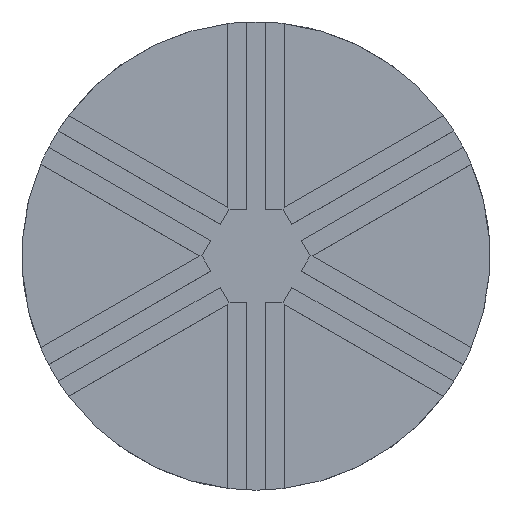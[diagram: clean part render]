
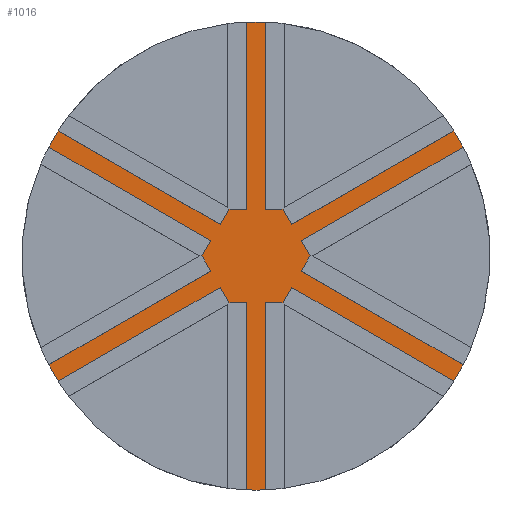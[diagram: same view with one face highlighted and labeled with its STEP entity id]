
A CAD part, top view. The second image highlights one B-rep face of the part: STEP entity #1016.
In plain terms, the highlighted planar face has unit normal (0, 0, 1).
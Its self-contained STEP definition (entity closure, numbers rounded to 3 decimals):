
#35=CIRCLE('',#1087,25.);
#36=CIRCLE('',#1088,25.);
#37=CIRCLE('',#1089,25.);
#38=CIRCLE('',#1090,25.);
#39=CIRCLE('',#1091,25.);
#40=CIRCLE('',#1092,25.);
#91=FACE_OUTER_BOUND('',#143,.T.);
#143=EDGE_LOOP('',(#886,#887,#888,#889,#890,#891,#892,#893,#894,#895,#896,
#897,#898,#899,#900,#901,#902,#903,#904,#905,#906,#907,#908,#909,#910,#911,
#912,#913,#914,#915));
#148=LINE('',#1379,#268);
#153=LINE('',#1391,#273);
#161=LINE('',#1411,#281);
#164=LINE('',#1415,#284);
#168=LINE('',#1424,#288);
#173=LINE('',#1436,#293);
#181=LINE('',#1456,#301);
#184=LINE('',#1460,#304);
#188=LINE('',#1469,#308);
#193=LINE('',#1481,#313);
#201=LINE('',#1501,#321);
#204=LINE('',#1505,#324);
#208=LINE('',#1514,#328);
#213=LINE('',#1526,#333);
#219=LINE('',#1538,#339);
#224=LINE('',#1550,#344);
#232=LINE('',#1570,#352);
#235=LINE('',#1574,#355);
#240=LINE('',#1587,#360);
#245=LINE('',#1597,#365);
#254=LINE('',#1617,#374);
#258=LINE('',#1642,#378);
#261=LINE('',#1646,#381);
#263=LINE('',#1651,#383);
#268=VECTOR('',#1103,10.);
#273=VECTOR('',#1112,10.);
#281=VECTOR('',#1130,10.);
#284=VECTOR('',#1135,10.);
#288=VECTOR('',#1141,10.);
#293=VECTOR('',#1150,10.);
#301=VECTOR('',#1168,10.);
#304=VECTOR('',#1173,10.);
#308=VECTOR('',#1179,10.);
#313=VECTOR('',#1188,10.);
#321=VECTOR('',#1206,10.);
#324=VECTOR('',#1211,10.);
#328=VECTOR('',#1217,10.);
#333=VECTOR('',#1226,10.);
#339=VECTOR('',#1234,10.);
#344=VECTOR('',#1243,10.);
#352=VECTOR('',#1261,10.);
#355=VECTOR('',#1266,10.);
#360=VECTOR('',#1275,10.);
#365=VECTOR('',#1282,10.);
#374=VECTOR('',#1301,10.);
#378=VECTOR('',#1337,10.);
#381=VECTOR('',#1342,10.);
#383=VECTOR('',#1348,10.);
#386=VERTEX_POINT('',#1373);
#388=VERTEX_POINT('',#1377);
#393=VERTEX_POINT('',#1390);
#399=VERTEX_POINT('',#1409);
#400=VERTEX_POINT('',#1410);
#402=VERTEX_POINT('',#1418);
#404=VERTEX_POINT('',#1422);
#409=VERTEX_POINT('',#1435);
#415=VERTEX_POINT('',#1454);
#416=VERTEX_POINT('',#1455);
#418=VERTEX_POINT('',#1463);
#420=VERTEX_POINT('',#1467);
#425=VERTEX_POINT('',#1480);
#431=VERTEX_POINT('',#1499);
#432=VERTEX_POINT('',#1500);
#434=VERTEX_POINT('',#1508);
#436=VERTEX_POINT('',#1512);
#441=VERTEX_POINT('',#1525);
#444=VERTEX_POINT('',#1532);
#446=VERTEX_POINT('',#1536);
#451=VERTEX_POINT('',#1549);
#457=VERTEX_POINT('',#1568);
#458=VERTEX_POINT('',#1569);
#463=VERTEX_POINT('',#1585);
#464=VERTEX_POINT('',#1586);
#467=VERTEX_POINT('',#1594);
#474=VERTEX_POINT('',#1615);
#478=VERTEX_POINT('',#1640);
#479=VERTEX_POINT('',#1641);
#480=VERTEX_POINT('',#1650);
#485=EDGE_CURVE('',#386,#388,#148,.T.);
#490=EDGE_CURVE('',#388,#393,#153,.T.);
#500=EDGE_CURVE('',#399,#400,#161,.T.);
#503=EDGE_CURVE('',#400,#386,#164,.T.);
#507=EDGE_CURVE('',#402,#404,#168,.T.);
#512=EDGE_CURVE('',#404,#409,#173,.T.);
#522=EDGE_CURVE('',#415,#416,#181,.T.);
#525=EDGE_CURVE('',#416,#402,#184,.T.);
#529=EDGE_CURVE('',#418,#420,#188,.T.);
#534=EDGE_CURVE('',#420,#425,#193,.T.);
#544=EDGE_CURVE('',#431,#432,#201,.T.);
#547=EDGE_CURVE('',#432,#418,#204,.T.);
#551=EDGE_CURVE('',#434,#436,#208,.T.);
#556=EDGE_CURVE('',#436,#441,#213,.T.);
#562=EDGE_CURVE('',#444,#446,#219,.T.);
#567=EDGE_CURVE('',#446,#451,#224,.T.);
#577=EDGE_CURVE('',#457,#458,#232,.T.);
#580=EDGE_CURVE('',#458,#444,#235,.T.);
#585=EDGE_CURVE('',#463,#464,#240,.T.);
#590=EDGE_CURVE('',#464,#467,#245,.T.);
#601=EDGE_CURVE('',#467,#474,#254,.T.);
#613=EDGE_CURVE('',#478,#479,#258,.T.);
#616=EDGE_CURVE('',#479,#434,#261,.T.);
#618=EDGE_CURVE('',#474,#480,#263,.T.);
#620=EDGE_CURVE('',#480,#478,#35,.T.);
#621=EDGE_CURVE('',#393,#463,#36,.T.);
#622=EDGE_CURVE('',#451,#399,#37,.T.);
#623=EDGE_CURVE('',#409,#457,#38,.T.);
#624=EDGE_CURVE('',#425,#415,#39,.T.);
#625=EDGE_CURVE('',#441,#431,#40,.T.);
#886=ORIENTED_EDGE('',*,*,#490,.T.);
#887=ORIENTED_EDGE('',*,*,#621,.T.);
#888=ORIENTED_EDGE('',*,*,#585,.T.);
#889=ORIENTED_EDGE('',*,*,#590,.T.);
#890=ORIENTED_EDGE('',*,*,#601,.T.);
#891=ORIENTED_EDGE('',*,*,#618,.T.);
#892=ORIENTED_EDGE('',*,*,#620,.T.);
#893=ORIENTED_EDGE('',*,*,#613,.T.);
#894=ORIENTED_EDGE('',*,*,#616,.T.);
#895=ORIENTED_EDGE('',*,*,#551,.T.);
#896=ORIENTED_EDGE('',*,*,#556,.T.);
#897=ORIENTED_EDGE('',*,*,#625,.T.);
#898=ORIENTED_EDGE('',*,*,#544,.T.);
#899=ORIENTED_EDGE('',*,*,#547,.T.);
#900=ORIENTED_EDGE('',*,*,#529,.T.);
#901=ORIENTED_EDGE('',*,*,#534,.T.);
#902=ORIENTED_EDGE('',*,*,#624,.T.);
#903=ORIENTED_EDGE('',*,*,#522,.T.);
#904=ORIENTED_EDGE('',*,*,#525,.T.);
#905=ORIENTED_EDGE('',*,*,#507,.T.);
#906=ORIENTED_EDGE('',*,*,#512,.T.);
#907=ORIENTED_EDGE('',*,*,#623,.T.);
#908=ORIENTED_EDGE('',*,*,#577,.T.);
#909=ORIENTED_EDGE('',*,*,#580,.T.);
#910=ORIENTED_EDGE('',*,*,#562,.T.);
#911=ORIENTED_EDGE('',*,*,#567,.T.);
#912=ORIENTED_EDGE('',*,*,#622,.T.);
#913=ORIENTED_EDGE('',*,*,#500,.T.);
#914=ORIENTED_EDGE('',*,*,#503,.T.);
#915=ORIENTED_EDGE('',*,*,#485,.T.);
#965=PLANE('',#1094);
#1016=ADVANCED_FACE('',(#91),#965,.T.);
#1087=AXIS2_PLACEMENT_3D('',#1654,#1352,#1353);
#1088=AXIS2_PLACEMENT_3D('',#1655,#1354,#1355);
#1089=AXIS2_PLACEMENT_3D('',#1656,#1356,#1357);
#1090=AXIS2_PLACEMENT_3D('',#1657,#1358,#1359);
#1091=AXIS2_PLACEMENT_3D('',#1658,#1360,#1361);
#1092=AXIS2_PLACEMENT_3D('',#1659,#1362,#1363);
#1094=AXIS2_PLACEMENT_3D('',#1662,#1366,#1367);
#1103=DIRECTION('',(-0.5,0.866,0.));
#1112=DIRECTION('',(0.866,0.5,0.));
#1130=DIRECTION('',(-0.866,0.5,0.));
#1135=DIRECTION('',(0.5,0.866,0.));
#1141=DIRECTION('',(1.,0.,0.));
#1150=DIRECTION('',(0.,-1.,0.));
#1168=DIRECTION('',(0.866,0.5,0.));
#1173=DIRECTION('',(0.5,-0.866,0.));
#1179=DIRECTION('',(0.5,-0.866,0.));
#1188=DIRECTION('',(-0.866,-0.5,0.));
#1206=DIRECTION('',(0.866,-0.5,0.));
#1211=DIRECTION('',(-0.5,-0.866,0.));
#1217=DIRECTION('',(-0.5,-0.866,0.));
#1226=DIRECTION('',(-0.866,0.5,0.));
#1234=DIRECTION('',(0.5,0.866,0.));
#1243=DIRECTION('',(0.866,-0.5,0.));
#1261=DIRECTION('',(0.,1.,0.));
#1266=DIRECTION('',(1.,0.,0.));
#1275=DIRECTION('',(-0.866,-0.5,0.));
#1282=DIRECTION('',(-0.5,0.866,0.));
#1301=DIRECTION('',(-1.,0.,0.));
#1337=DIRECTION('',(0.,-1.,0.));
#1342=DIRECTION('',(-1.,0.,0.));
#1348=DIRECTION('',(0.,1.,0.));
#1352=DIRECTION('center_axis',(0.,0.,1.));
#1353=DIRECTION('ref_axis',(1.,0.,0.));
#1354=DIRECTION('center_axis',(0.,0.,1.));
#1355=DIRECTION('ref_axis',(1.,0.,0.));
#1356=DIRECTION('center_axis',(0.,0.,1.));
#1357=DIRECTION('ref_axis',(1.,0.,0.));
#1358=DIRECTION('center_axis',(0.,0.,1.));
#1359=DIRECTION('ref_axis',(1.,0.,0.));
#1360=DIRECTION('center_axis',(0.,0.,1.));
#1361=DIRECTION('ref_axis',(1.,0.,0.));
#1362=DIRECTION('center_axis',(0.,0.,1.));
#1363=DIRECTION('ref_axis',(1.,0.,0.));
#1366=DIRECTION('center_axis',(0.,0.,1.));
#1367=DIRECTION('ref_axis',(1.,0.,0.));
#1373=CARTESIAN_POINT('',(5.774,0.,0.));
#1377=CARTESIAN_POINT('',(4.83,1.634,0.));
#1379=CARTESIAN_POINT('',(1.118,8.063,0.));
#1390=CARTESIAN_POINT('',(22.133,11.624,0.));
#1391=CARTESIAN_POINT('',(13.78,6.801,0.));
#1409=CARTESIAN_POINT('',(22.133,-11.624,0.));
#1410=CARTESIAN_POINT('',(4.83,-1.634,0.));
#1411=CARTESIAN_POINT('',(-1.296,1.903,0.));
#1415=CARTESIAN_POINT('',(8.043,3.931,0.));
#1418=CARTESIAN_POINT('',(-2.887,-5.,0.));
#1422=CARTESIAN_POINT('',(-1.,-5.,0.));
#1424=CARTESIAN_POINT('',(-1.498,-5.,0.));
#1435=CARTESIAN_POINT('',(-1.,-24.98,0.));
#1436=CARTESIAN_POINT('',(-1.,-5.072,0.));
#1454=CARTESIAN_POINT('',(-21.133,-13.356,0.));
#1455=CARTESIAN_POINT('',(-3.83,-3.366,0.));
#1456=CARTESIAN_POINT('',(0.799,-0.694,0.));
#1460=CARTESIAN_POINT('',(-7.042,2.197,0.));
#1463=CARTESIAN_POINT('',(-5.774,0.,0.));
#1467=CARTESIAN_POINT('',(-4.83,-1.634,0.));
#1469=CARTESIAN_POINT('',(-8.042,3.929,0.));
#1480=CARTESIAN_POINT('',(-22.133,-11.624,0.));
#1481=CARTESIAN_POINT('',(-8.853,-3.957,0.));
#1499=CARTESIAN_POINT('',(-22.133,11.624,0.));
#1500=CARTESIAN_POINT('',(-4.83,1.634,0.));
#1501=CARTESIAN_POINT('',(-6.626,2.671,0.));
#1505=CARTESIAN_POINT('',(-2.117,6.333,0.));
#1508=CARTESIAN_POINT('',(-2.887,5.,0.));
#1512=CARTESIAN_POINT('',(-3.83,3.366,0.));
#1514=CARTESIAN_POINT('',(-1.117,8.065,0.));
#1525=CARTESIAN_POINT('',(-21.133,13.356,0.));
#1526=CARTESIAN_POINT('',(-14.278,9.398,0.));
#1532=CARTESIAN_POINT('',(2.887,-5.,0.));
#1536=CARTESIAN_POINT('',(3.83,-3.366,0.));
#1538=CARTESIAN_POINT('',(7.043,2.199,0.));
#1549=CARTESIAN_POINT('',(21.133,-13.356,0.));
#1550=CARTESIAN_POINT('',(6.356,-4.824,0.));
#1568=CARTESIAN_POINT('',(1.,-24.98,0.));
#1569=CARTESIAN_POINT('',(1.,-5.,0.));
#1570=CARTESIAN_POINT('',(1.,4.918,0.));
#1574=CARTESIAN_POINT('',(0.502,-5.,0.));
#1585=CARTESIAN_POINT('',(21.133,13.356,0.));
#1586=CARTESIAN_POINT('',(3.83,3.366,0.));
#1587=CARTESIAN_POINT('',(4.129,3.538,0.));
#1594=CARTESIAN_POINT('',(2.887,5.,0.));
#1597=CARTESIAN_POINT('',(0.118,9.795,0.));
#1615=CARTESIAN_POINT('',(1.,5.,0.));
#1617=CARTESIAN_POINT('',(-0.498,5.,0.));
#1640=CARTESIAN_POINT('',(-1.,24.98,0.));
#1641=CARTESIAN_POINT('',(-1.,5.,0.));
#1642=CARTESIAN_POINT('',(-1.,9.918,0.));
#1646=CARTESIAN_POINT('',(-2.498,5.,0.));
#1650=CARTESIAN_POINT('',(1.,24.98,0.));
#1651=CARTESIAN_POINT('',(1.,19.908,0.));
#1654=CARTESIAN_POINT('Origin',(0.,0.,0.));
#1655=CARTESIAN_POINT('Origin',(0.,0.,0.));
#1656=CARTESIAN_POINT('Origin',(0.,0.,0.));
#1657=CARTESIAN_POINT('Origin',(0.,0.,0.));
#1658=CARTESIAN_POINT('Origin',(0.,0.,0.));
#1659=CARTESIAN_POINT('Origin',(0.,0.,0.));
#1662=CARTESIAN_POINT('Origin',(-1.996,14.837,0.));
